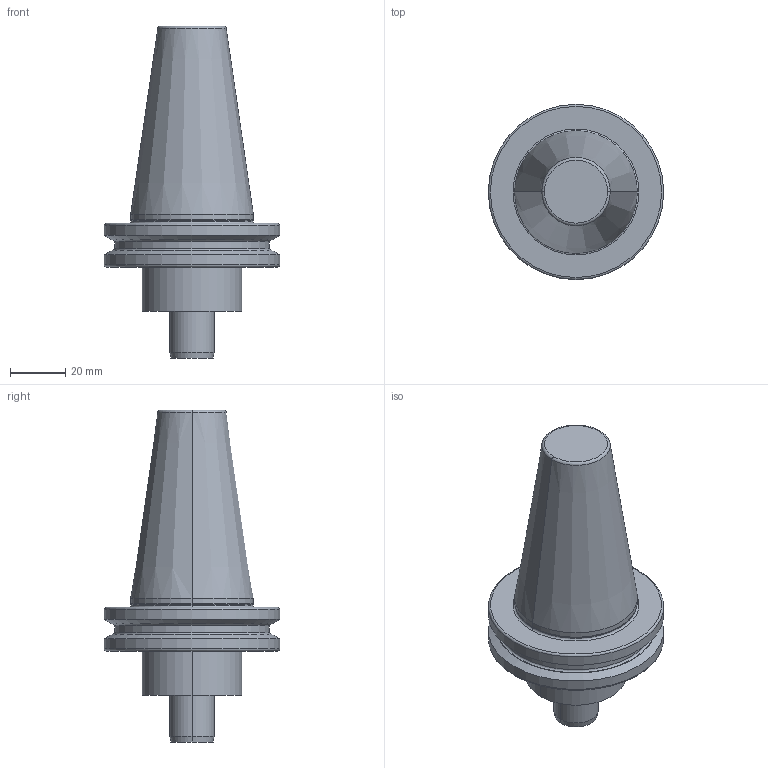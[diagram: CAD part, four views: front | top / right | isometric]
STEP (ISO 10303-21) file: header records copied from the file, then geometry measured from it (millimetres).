
FILE_DESCRIPTION(/* description */ (''),/* implementation_level */ '2;1');
FILE_NAME(/* name */ '1624437190431.stp',/* time_stamp */ '2021-06-23T14:03:24+06:00',/* author */ (''),/* organization */ ('SMS'),/* preprocessor_version */ 'ST-DEVELOPER v16.7',/* originating_system */ 'SIEMENS PLM Software NX 12.0',/* authorisation */ '');
FILE_SCHEMA (('AUTOMOTIVE_DESIGN { 1 0 10303 214 3 1 1 1 }'));
Length unit declared in the file: millimetre
Products named in the file (1): 203546917mod000_00
Bounding box: 63.5 x 63.5 x 120.25 mm (x, y, z)
Volume: 136766.5 mm3; surface area: 19539.5 mm2
Topology: 1 solids, 1 shells, 34 faces, 64 edges, 40 vertices
Faces by surface type: torus 10, cylinder 9, cone 8, plane 7
Full cylindrical faces by diameter (mm): 56 x1, 63.5 x2
Entity records: 928 total; most frequent: DIRECTION 187, CARTESIAN_POINT 142, ORIENTED_EDGE 128, AXIS2_PLACEMENT_3D 85, EDGE_CURVE 64, CIRCLE 47, EDGE_LOOP 39, VERTEX_POINT 37
